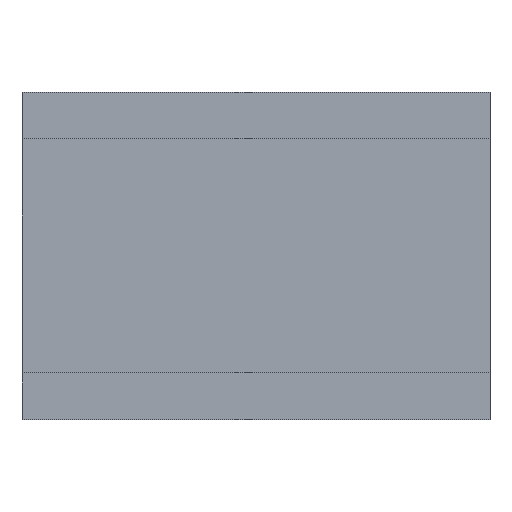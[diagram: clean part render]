
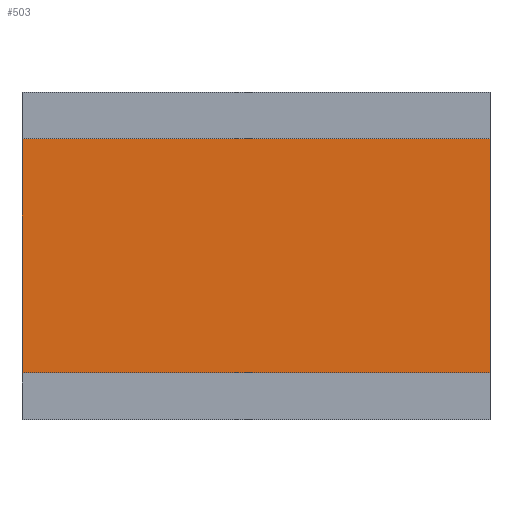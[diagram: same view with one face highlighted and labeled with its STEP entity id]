
A CAD part, top view. The second image highlights one B-rep face of the part: STEP entity #503.
In plain terms, the highlighted planar face has unit normal (0, 0, 1).
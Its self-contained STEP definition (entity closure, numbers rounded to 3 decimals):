
#73=FACE_OUTER_BOUND('',#103,.T.);
#103=EDGE_LOOP('',(#419,#420,#421,#422));
#149=LINE('',#845,#209);
#152=LINE('',#851,#212);
#155=LINE('',#857,#215);
#158=LINE('',#861,#218);
#209=VECTOR('',#699,10.);
#212=VECTOR('',#704,10.);
#215=VECTOR('',#709,10.);
#218=VECTOR('',#714,10.);
#257=VERTEX_POINT('',#842);
#258=VERTEX_POINT('',#844);
#260=VERTEX_POINT('',#850);
#262=VERTEX_POINT('',#856);
#309=EDGE_CURVE('',#258,#257,#149,.T.);
#312=EDGE_CURVE('',#260,#258,#152,.T.);
#315=EDGE_CURVE('',#262,#260,#155,.T.);
#318=EDGE_CURVE('',#257,#262,#158,.T.);
#419=ORIENTED_EDGE('',*,*,#318,.T.);
#420=ORIENTED_EDGE('',*,*,#315,.T.);
#421=ORIENTED_EDGE('',*,*,#312,.T.);
#422=ORIENTED_EDGE('',*,*,#309,.T.);
#473=PLANE('',#599);
#503=ADVANCED_FACE('',(#73),#473,.T.);
#599=AXIS2_PLACEMENT_3D('',#862,#715,#716);
#699=DIRECTION('',(-1.,0.,0.));
#704=DIRECTION('',(0.,1.,0.));
#709=DIRECTION('',(1.,0.,0.));
#714=DIRECTION('',(0.,-1.,0.));
#715=DIRECTION('center_axis',(0.,0.,1.));
#716=DIRECTION('ref_axis',(1.,0.,0.));
#842=CARTESIAN_POINT('',(0.,25.,30.));
#844=CARTESIAN_POINT('',(50.,25.,30.));
#845=CARTESIAN_POINT('',(50.,25.,30.));
#850=CARTESIAN_POINT('',(50.,0.,30.));
#851=CARTESIAN_POINT('',(50.,0.,30.));
#856=CARTESIAN_POINT('',(0.,0.,30.));
#857=CARTESIAN_POINT('',(0.,0.,30.));
#861=CARTESIAN_POINT('',(0.,25.,30.));
#862=CARTESIAN_POINT('Origin',(25.,12.5,30.));
